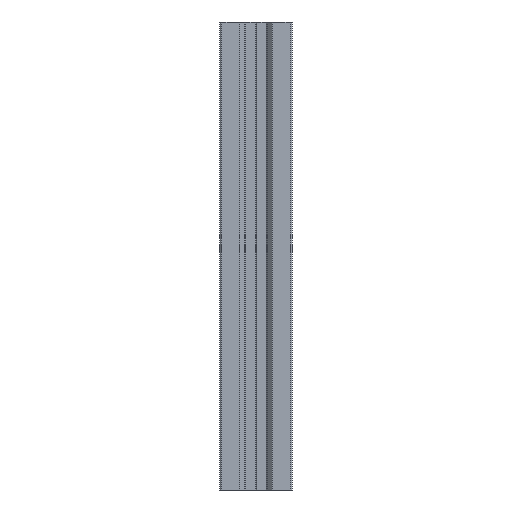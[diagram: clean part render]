
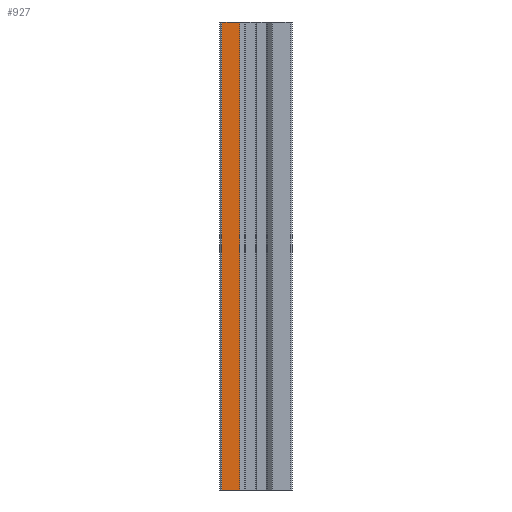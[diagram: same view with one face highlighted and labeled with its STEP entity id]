
A CAD part, left-side view. The second image highlights one B-rep face of the part: STEP entity #927.
In plain terms, the highlighted planar face has unit normal (-1, 0, 0).
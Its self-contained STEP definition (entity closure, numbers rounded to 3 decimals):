
#869=CARTESIAN_POINT('',(-35.513,36.802,124.914));
#870=VERTEX_POINT('',#869);
#871=CARTESIAN_POINT('',(-35.513,36.802,-5.086));
#872=VERTEX_POINT('',#871);
#873=CARTESIAN_POINT('',(-35.513,36.802,124.914));
#874=DIRECTION('',(0.0,0.0,-1.0));
#875=VECTOR('',#874,130.0);
#876=LINE('',#873,#875);
#877=EDGE_CURVE('',#870,#872,#876,.T.);
#897=CARTESIAN_POINT('',(-35.513,27.302,494.914));
#898=DIRECTION('',(-1.0,0.0,0.0));
#899=DIRECTION('',(0.0,0.0,1.0));
#900=AXIS2_PLACEMENT_3D('',#897,#898,#899);
#901=PLANE('',#900);
#902=CARTESIAN_POINT('',(-35.513,31.882,124.914));
#903=VERTEX_POINT('',#902);
#904=CARTESIAN_POINT('',(-35.513,31.882,124.914));
#905=DIRECTION('',(0.0,1.0,0.0));
#906=VECTOR('',#905,4.92);
#907=LINE('',#904,#906);
#908=EDGE_CURVE('',#903,#870,#907,.T.);
#909=ORIENTED_EDGE('',*,*,#908,.T.);
#910=ORIENTED_EDGE('',*,*,#877,.T.);
#911=CARTESIAN_POINT('',(-35.513,31.882,-5.086));
#912=VERTEX_POINT('',#911);
#913=CARTESIAN_POINT('',(-35.513,31.882,-5.086));
#914=DIRECTION('',(0.0,1.0,0.0));
#915=VECTOR('',#914,4.92);
#916=LINE('',#913,#915);
#917=EDGE_CURVE('',#912,#872,#916,.T.);
#918=ORIENTED_EDGE('',*,*,#917,.F.);
#919=CARTESIAN_POINT('',(-35.513,31.882,124.914));
#920=DIRECTION('',(0.0,0.0,-1.0));
#921=VECTOR('',#920,130.0);
#922=LINE('',#919,#921);
#923=EDGE_CURVE('',#903,#912,#922,.T.);
#924=ORIENTED_EDGE('',*,*,#923,.F.);
#925=EDGE_LOOP('',(#909,#910,#918,#924));
#926=FACE_BOUND('',#925,.T.);
#927=ADVANCED_FACE('',(#926),#901,.T.);
